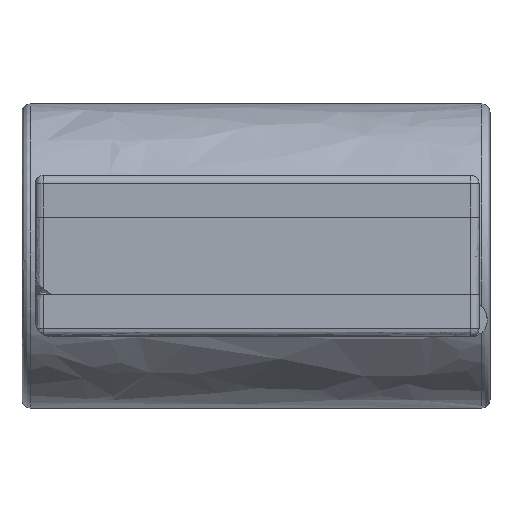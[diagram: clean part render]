
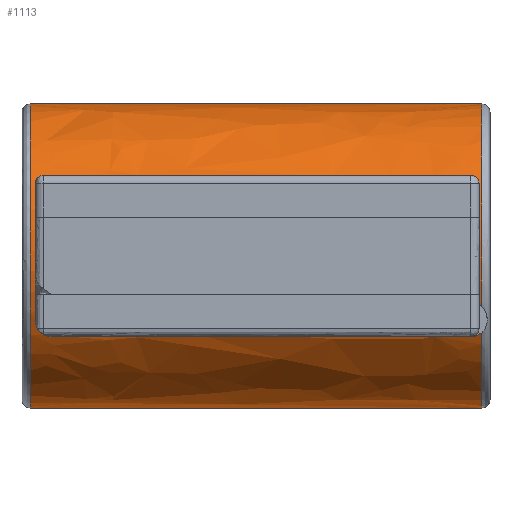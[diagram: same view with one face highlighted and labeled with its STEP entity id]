
A CAD part, left-side view. The second image highlights one B-rep face of the part: STEP entity #1113.
In plain terms, the highlighted free-form (B-spline) face has degree [2, 1] with [5, 2] control points.
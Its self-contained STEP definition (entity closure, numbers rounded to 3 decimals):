
#214 = VERTEX_POINT('',#215);
#215 = CARTESIAN_POINT('',(28.814,-0.148,
    -7.754));
#260 = VERTEX_POINT('',#261);
#261 = CARTESIAN_POINT('',(28.814,-0.148,
    7.754));
#267 = EDGE_CURVE('',#214,#260,#268,.T.);
#268 = ( BOUNDED_CURVE() B_SPLINE_CURVE(2,(#269,#270,#271,#272,#273),
.UNSPECIFIED.,.F.,.F.) B_SPLINE_CURVE_WITH_KNOTS((3,2,3),(3.142,
4.712,6.283),.PIECEWISE_BEZIER_KNOTS.) CURVE() 
GEOMETRIC_REPRESENTATION_ITEM() RATIONAL_B_SPLINE_CURVE((1.,
0.707,1.,0.707,1.)) REPRESENTATION_ITEM('') );
#269 = CARTESIAN_POINT('',(28.814,-0.148,
    -7.754));
#270 = CARTESIAN_POINT('',(21.06,-0.148,
    -7.754));
#271 = CARTESIAN_POINT('',(21.06,-0.148,
    0.));
#272 = CARTESIAN_POINT('',(21.06,-0.148,
    7.754));
#273 = CARTESIAN_POINT('',(28.814,-0.148,
    7.754));
#295 = VERTEX_POINT('',#296);
#296 = CARTESIAN_POINT('',(28.814,22.903,
    -7.754));
#340 = EDGE_CURVE('',#341,#295,#343,.T.);
#341 = VERTEX_POINT('',#342);
#342 = CARTESIAN_POINT('',(28.814,22.903,
    7.754));
#343 = ( BOUNDED_CURVE() B_SPLINE_CURVE(2,(#344,#345,#346,#347,#348),
.UNSPECIFIED.,.F.,.F.) B_SPLINE_CURVE_WITH_KNOTS((3,2,3),(0.,
1.571,3.142),.PIECEWISE_BEZIER_KNOTS.) CURVE() 
GEOMETRIC_REPRESENTATION_ITEM() RATIONAL_B_SPLINE_CURVE((1.,
0.707,1.,0.707,1.)) REPRESENTATION_ITEM('') );
#344 = CARTESIAN_POINT('',(28.814,22.903,
    7.754));
#345 = CARTESIAN_POINT('',(21.06,22.903,
    7.754));
#346 = CARTESIAN_POINT('',(21.06,22.903,
    0.));
#347 = CARTESIAN_POINT('',(21.06,22.903,
    -7.754));
#348 = CARTESIAN_POINT('',(28.814,22.903,
    -7.754));
#1037 = EDGE_CURVE('',#341,#260,#1038,.T.);
#1038 = B_SPLINE_CURVE_WITH_KNOTS('',1,(#1039,#1040),.UNSPECIFIED.,.F.,
  .F.,(2,2),(-2.44,25.56),.PIECEWISE_BEZIER_KNOTS.);
#1039 = CARTESIAN_POINT('',(28.814,22.903,
    7.754));
#1040 = CARTESIAN_POINT('',(28.814,-0.148,
    7.754));
#1113 = ADVANCED_FACE('',(#1114,#1124),#1204,.T.);
#1114 = FACE_BOUND('',#1115,.T.);
#1115 = EDGE_LOOP('',(#1116,#1117,#1118,#1123));
#1116 = ORIENTED_EDGE('',*,*,#1037,.F.);
#1117 = ORIENTED_EDGE('',*,*,#340,.T.);
#1118 = ORIENTED_EDGE('',*,*,#1119,.T.);
#1119 = EDGE_CURVE('',#295,#214,#1120,.T.);
#1120 = B_SPLINE_CURVE_WITH_KNOTS('',1,(#1121,#1122),.UNSPECIFIED.,.F.,
  .F.,(2,2),(-2.44,25.56),.PIECEWISE_BEZIER_KNOTS.);
#1121 = CARTESIAN_POINT('',(28.814,22.903,
    -7.754));
#1122 = CARTESIAN_POINT('',(28.814,-0.148,
    -7.754));
#1123 = ORIENTED_EDGE('',*,*,#267,.T.);
#1124 = FACE_BOUND('',#1125,.T.);
#1125 = EDGE_LOOP('',(#1126,#1139,#1146,#1159,#1167,#1178,#1185,#1198));
#1126 = ORIENTED_EDGE('',*,*,#1127,.F.);
#1127 = EDGE_CURVE('',#1128,#1130,#1132,.T.);
#1128 = VERTEX_POINT('',#1129);
#1129 = CARTESIAN_POINT('',(21.31,2.206,
    -1.954));
#1130 = VERTEX_POINT('',#1131);
#1131 = CARTESIAN_POINT('',(21.165,1.795,
    -1.275));
#1132 = B_SPLINE_CURVE_WITH_KNOTS('',3,(#1133,#1134,#1135,#1136,#1137,
    #1138),.UNSPECIFIED.,.F.,.F.,(4,2,4),(0.,
    0.,0.001),.UNSPECIFIED.);
#1133 = CARTESIAN_POINT('',(21.31,2.206,
    -1.954));
#1134 = CARTESIAN_POINT('',(21.286,2.107,
    -1.861));
#1135 = CARTESIAN_POINT('',(21.263,2.008,
    -1.767));
#1136 = CARTESIAN_POINT('',(21.214,1.85,
    -1.543));
#1137 = CARTESIAN_POINT('',(21.188,1.795,
    -1.413));
#1138 = CARTESIAN_POINT('',(21.165,1.795,
    -1.275));
#1139 = ORIENTED_EDGE('',*,*,#1140,.T.);
#1140 = EDGE_CURVE('',#1128,#1141,#1143,.T.);
#1141 = VERTEX_POINT('',#1142);
#1142 = CARTESIAN_POINT('',(21.31,20.433,
    -1.954));
#1143 = B_SPLINE_CURVE_WITH_KNOTS('',1,(#1144,#1145),.UNSPECIFIED.,.F.,
  .F.,(2,2),(-22.7,-0.56),.PIECEWISE_BEZIER_KNOTS.);
#1144 = CARTESIAN_POINT('',(21.31,2.206,
    -1.954));
#1145 = CARTESIAN_POINT('',(21.31,20.433,
    -1.954));
#1146 = ORIENTED_EDGE('',*,*,#1147,.F.);
#1147 = EDGE_CURVE('',#1148,#1141,#1150,.T.);
#1148 = VERTEX_POINT('',#1149);
#1149 = CARTESIAN_POINT('',(21.165,20.845,
    -1.275));
#1150 = B_SPLINE_CURVE_WITH_KNOTS('',3,(#1151,#1152,#1153,#1154,#1155,
    #1156,#1157,#1158),.UNSPECIFIED.,.F.,.F.,(4,2,2,4),(
    0.,0.,0.001,
    0.001),.UNSPECIFIED.);
#1151 = CARTESIAN_POINT('',(21.165,20.845,
    -1.275));
#1152 = CARTESIAN_POINT('',(21.176,20.845,
    -1.343));
#1153 = CARTESIAN_POINT('',(21.189,20.831,
    -1.411));
#1154 = CARTESIAN_POINT('',(21.214,20.783,
    -1.539));
#1155 = CARTESIAN_POINT('',(21.226,20.75,
    -1.598));
#1156 = CARTESIAN_POINT('',(21.263,20.632,
    -1.767));
#1157 = CARTESIAN_POINT('',(21.286,20.532,
    -1.861));
#1158 = CARTESIAN_POINT('',(21.31,20.433,
    -1.954));
#1159 = ORIENTED_EDGE('',*,*,#1160,.T.);
#1160 = EDGE_CURVE('',#1148,#1161,#1163,.T.);
#1161 = VERTEX_POINT('',#1162);
#1162 = CARTESIAN_POINT('',(21.165,20.845,
    1.275));
#1163 = ( BOUNDED_CURVE() B_SPLINE_CURVE(2,(#1164,#1165,#1166),
.UNSPECIFIED.,.F.,.F.) B_SPLINE_CURVE_WITH_KNOTS((3,3),(1.406,
1.736),.PIECEWISE_BEZIER_KNOTS.) CURVE() 
GEOMETRIC_REPRESENTATION_ITEM() RATIONAL_B_SPLINE_CURVE((1.,
0.986,1.)) REPRESENTATION_ITEM('') );
#1164 = CARTESIAN_POINT('',(21.165,20.845,
    -1.275));
#1165 = CARTESIAN_POINT('',(20.953,20.845,
    0.));
#1166 = CARTESIAN_POINT('',(21.165,20.845,
    1.275));
#1167 = ORIENTED_EDGE('',*,*,#1168,.F.);
#1168 = EDGE_CURVE('',#1169,#1161,#1171,.T.);
#1169 = VERTEX_POINT('',#1170);
#1170 = CARTESIAN_POINT('',(21.31,20.433,
    1.954));
#1171 = B_SPLINE_CURVE_WITH_KNOTS('',3,(#1172,#1173,#1174,#1175,#1176,
    #1177),.UNSPECIFIED.,.F.,.F.,(4,2,4),(0.,
    0.,0.001),.UNSPECIFIED.);
#1172 = CARTESIAN_POINT('',(21.31,20.433,
    1.954));
#1173 = CARTESIAN_POINT('',(21.286,20.532,
    1.861));
#1174 = CARTESIAN_POINT('',(21.263,20.632,
    1.767));
#1175 = CARTESIAN_POINT('',(21.214,20.789,
    1.543));
#1176 = CARTESIAN_POINT('',(21.188,20.845,
    1.413));
#1177 = CARTESIAN_POINT('',(21.165,20.845,
    1.275));
#1178 = ORIENTED_EDGE('',*,*,#1179,.T.);
#1179 = EDGE_CURVE('',#1169,#1180,#1182,.T.);
#1180 = VERTEX_POINT('',#1181);
#1181 = CARTESIAN_POINT('',(21.31,2.206,
    1.954));
#1182 = B_SPLINE_CURVE_WITH_KNOTS('',1,(#1183,#1184),.UNSPECIFIED.,.F.,
  .F.,(2,2),(0.56,22.7),.PIECEWISE_BEZIER_KNOTS.);
#1183 = CARTESIAN_POINT('',(21.31,20.433,
    1.954));
#1184 = CARTESIAN_POINT('',(21.31,2.206,
    1.954));
#1185 = ORIENTED_EDGE('',*,*,#1186,.F.);
#1186 = EDGE_CURVE('',#1187,#1180,#1189,.T.);
#1187 = VERTEX_POINT('',#1188);
#1188 = CARTESIAN_POINT('',(21.165,1.795,1.275
    ));
#1189 = B_SPLINE_CURVE_WITH_KNOTS('',3,(#1190,#1191,#1192,#1193,#1194,
    #1195,#1196,#1197),.UNSPECIFIED.,.F.,.F.,(4,2,2,4),(
    0.,0.,0.001,
    0.001),.UNSPECIFIED.);
#1190 = CARTESIAN_POINT('',(21.165,1.795,1.275
    ));
#1191 = CARTESIAN_POINT('',(21.176,1.795,
    1.343));
#1192 = CARTESIAN_POINT('',(21.189,1.808,
    1.411));
#1193 = CARTESIAN_POINT('',(21.214,1.856,
    1.539));
#1194 = CARTESIAN_POINT('',(21.226,1.889,1.598
    ));
#1195 = CARTESIAN_POINT('',(21.263,2.007,
    1.767));
#1196 = CARTESIAN_POINT('',(21.286,2.108,
    1.861));
#1197 = CARTESIAN_POINT('',(21.31,2.206,
    1.954));
#1198 = ORIENTED_EDGE('',*,*,#1199,.F.);
#1199 = EDGE_CURVE('',#1130,#1187,#1200,.T.);
#1200 = ( BOUNDED_CURVE() B_SPLINE_CURVE(2,(#1201,#1202,#1203),
.UNSPECIFIED.,.F.,.F.) B_SPLINE_CURVE_WITH_KNOTS((3,3),(1.406,
1.736),.PIECEWISE_BEZIER_KNOTS.) CURVE() 
GEOMETRIC_REPRESENTATION_ITEM() RATIONAL_B_SPLINE_CURVE((1.,
0.986,1.)) REPRESENTATION_ITEM('') );
#1201 = CARTESIAN_POINT('',(21.165,1.795,
    -1.275));
#1202 = CARTESIAN_POINT('',(20.953,1.795,
    0.));
#1203 = CARTESIAN_POINT('',(21.165,1.795,1.275
    ));
#1204 = ( BOUNDED_SURFACE() B_SPLINE_SURFACE(2,1,(
    (#1205,#1206)
    ,(#1207,#1208)
    ,(#1209,#1210)
    ,(#1211,#1212)
    ,(#1213,#1214
)),.UNSPECIFIED.,.F.,.F.,.F.) B_SPLINE_SURFACE_WITH_KNOTS((3,2,3),(2,2),
  (3.142,4.712,6.283),(-2.44,
    25.56),.PIECEWISE_BEZIER_KNOTS.) 
GEOMETRIC_REPRESENTATION_ITEM() RATIONAL_B_SPLINE_SURFACE((
    (1.,1.)
    ,(0.707,0.707)
    ,(1.,1.)
    ,(0.707,0.707)
,(1.,1.))) REPRESENTATION_ITEM('') SURFACE() );
#1205 = CARTESIAN_POINT('',(28.814,22.903,
    7.754));
#1206 = CARTESIAN_POINT('',(28.814,-0.148,
    7.754));
#1207 = CARTESIAN_POINT('',(21.06,22.903,
    7.754));
#1208 = CARTESIAN_POINT('',(21.06,-0.148,
    7.754));
#1209 = CARTESIAN_POINT('',(21.06,22.903,
    0.));
#1210 = CARTESIAN_POINT('',(21.06,-0.148,
    0.));
#1211 = CARTESIAN_POINT('',(21.06,22.903,
    -7.754));
#1212 = CARTESIAN_POINT('',(21.06,-0.148,
    -7.754));
#1213 = CARTESIAN_POINT('',(28.814,22.903,
    -7.754));
#1214 = CARTESIAN_POINT('',(28.814,-0.148,
    -7.754));
